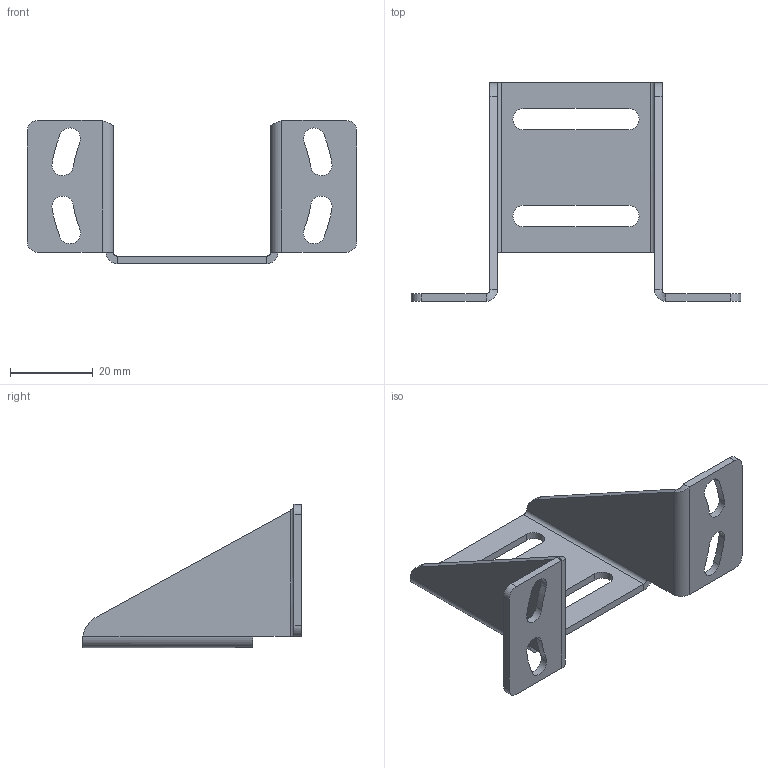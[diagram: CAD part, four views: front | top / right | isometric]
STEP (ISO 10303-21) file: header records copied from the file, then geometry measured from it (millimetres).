
FILE_DESCRIPTION((''),'2;1');
FILE_NAME('141811_SW','2008-08-15T',('banengservice'),('BANNER ENGINEERING'),'PRO/ENGINEER BY PARAMETRIC TECHNOLOGY CORPORATION, 2006170','PRO/ENGINEER BY PARAMETRIC TECHNOLOGY CORPORATION, 2006170','');
FILE_SCHEMA(('CONFIG_CONTROL_DESIGN'));
Length unit declared in the file: inch
Products named in the file (1): 141811_SW
Bounding box: 79.86 x 53.09 x 34.72 mm (x, y, z)
Volume: 7700.7 mm3; surface area: 9555.8 mm2
Topology: 1 solids, 1 shells, 547 faces, 1525 edges, 1006 vertices
Faces by surface type: plane 509, cylinder 34, bspline 4
Entity records: 17499 total; most frequent: CARTESIAN_POINT 3358, ORIENTED_EDGE 3050, DIRECTION 2663, EDGE_CURVE 1525, VECTOR 1457, LINE 1457, VERTEX_POINT 1006, AXIS2_PLACEMENT_3D 603
